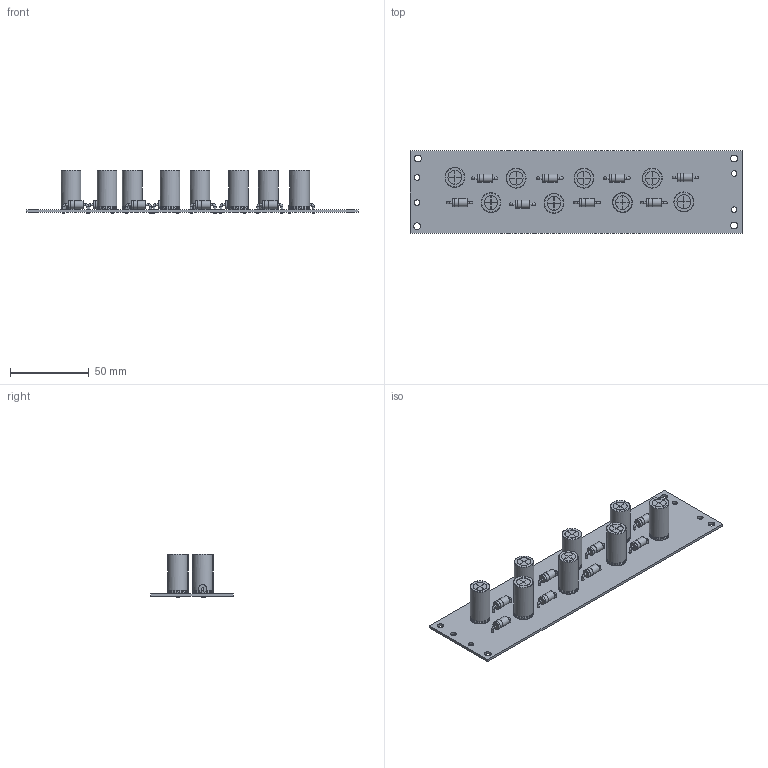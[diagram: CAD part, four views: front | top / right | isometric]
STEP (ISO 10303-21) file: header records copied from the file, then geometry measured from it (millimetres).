
FILE_DESCRIPTION(('KiCad electronic assembly'),'2;1');
FILE_NAME('HV Power Supply.step','2025-10-03T18:45:03',('Pcbnew'),( 'Kicad'),'Open CASCADE STEP processor 7.7','KiCad to STEP converter' ,'Unknown');
FILE_SCHEMA(('AUTOMOTIVE_DESIGN { 1 0 10303 214 1 1 1 1 }'));
Length unit declared in the file: millimetre
Products named in the file (6): HV Power Supply 1; C_Radial_D12.5mm_H25.0mm_P5.00mm; C_Radial_D125mm_H250mm_P500mm; D_DO-201AD_P15.24mm_Horizontal; HV Power Supply_PCB
Assembly tree (19 placements, depth 3):
  HV Power Supply 1
    C_Radial_D12.5mm_H25.0mm_P5.00mm  x8
      C_Radial_D125mm_H250mm_P500mm
    D_DO-201AD_P15.24mm_Horizontal  x8
      D_DO-201AD_P15.24mm_Horizontal
    HV Power Supply_PCB
Bounding box: 211 x 52.5 x 27.5 mm (x, y, z)
Volume: 43606.6 mm3; surface area: 36109.8 mm2
Topology: 17 solids, 25 shells, 422 faces, 860 edges, 552 vertices
Faces by surface type: plane 214, cylinder 152, torus 24, revolution 16, bspline 16
Full cylindrical faces by diameter (mm): 0.6 x16, 0.8 x16, 1.3 x32, 1.6 x16, 3.5 x4, 4.3 x4, 5.2 x16, 5.22 x8, 8.75 x24, 12.5 x16
Entity records: 3596 total; most frequent: CARTESIAN_POINT 632, DIRECTION 564, ORIENTED_EDGE 446, AXIS2_PLACEMENT_3D 234, EDGE_CURVE 223, FACE_BOUND 181, EDGE_LOOP 181, VERTEX_POINT 146
